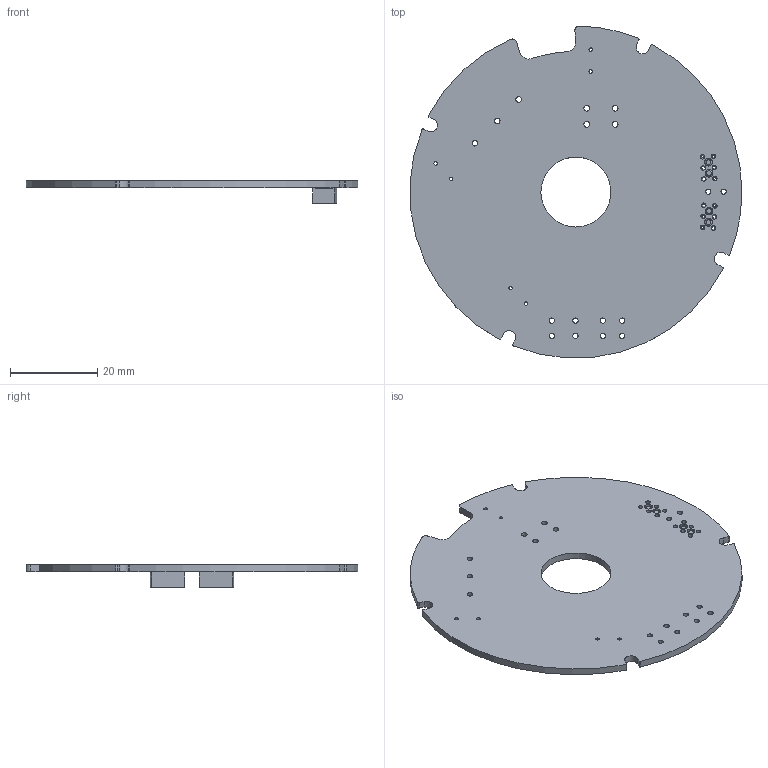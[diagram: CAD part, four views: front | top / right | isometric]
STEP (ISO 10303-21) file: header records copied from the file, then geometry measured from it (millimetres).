
FILE_DESCRIPTION(('KiCad electronic assembly'),'2;1');
FILE_NAME('UNIVERSAL_JOINT_v2_2.step','2021-10-25T10:41:53',('Pcbnew'),( 'Kicad'),'Open CASCADE STEP processor 7.5','KiCad to STEP converter' ,'Unknown');
FILE_SCHEMA(('AUTOMOTIVE_DESIGN { 1 0 10303 214 1 1 1 1 }'));
Length unit declared in the file: millimetre
Products named in the file (4): UNIVERSAL_JOINT_v2_2 1; M20-7810345; COMPOUND; UNIVERSAL_JOINT_v2_2 PCB
Assembly tree (4 placements, depth 3):
  UNIVERSAL_JOINT_v2_2 1
    M20-7810345  x2
      COMPOUND
    UNIVERSAL_JOINT_v2_2 PCB
Bounding box: 75.94 x 75.93 x 5.2 mm (x, y, z)
Volume: 6928.4 mm3; surface area: 9818.8 mm2
Topology: 15 solids, 15 shells, 800 faces, 2170 edges, 1416 vertices
Faces by surface type: bspline 724, cylinder 64, plane 12
Full cylindrical faces by diameter (mm): 0.8 x6, 1.02 x12, 1.2 x10, 1.3 x7, 1.8 x4, 16 x1
Entity records: 27541 total; most frequent: CARTESIAN_POINT 10625, B_SPLINE_CURVE_WITH_KNOTS 2562, ORIENTED_EDGE 2392, PCURVE 2392, DEFINITIONAL_REPRESENTATION 2392, EDGE_CURVE 1196, SURFACE_CURVE 1156, DIRECTION 828
